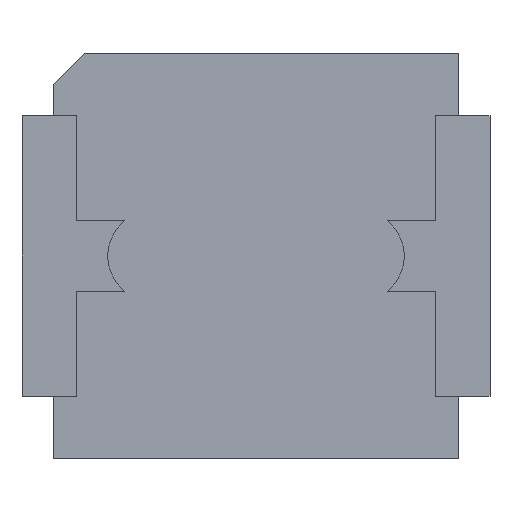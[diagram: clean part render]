
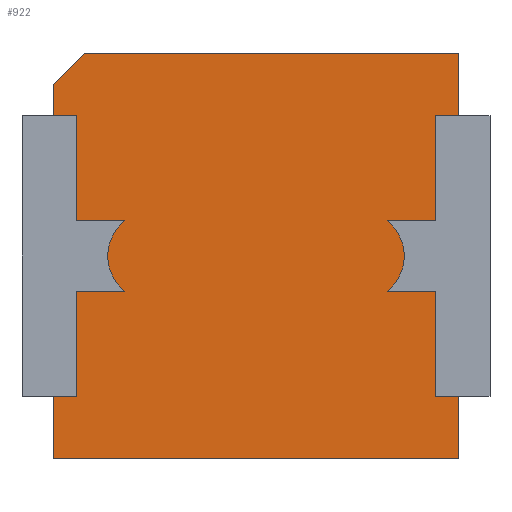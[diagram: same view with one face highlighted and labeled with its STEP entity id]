
A CAD part, front view. The second image highlights one B-rep face of the part: STEP entity #922.
In plain terms, the highlighted planar face has unit normal (0, -1, 0).
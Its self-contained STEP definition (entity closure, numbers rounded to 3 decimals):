
#54=CIRCLE('',#971,0.285);
#56=CIRCLE('',#981,0.285);
#105=FACE_OUTER_BOUND('',#170,.T.);
#170=EDGE_LOOP('',(#731,#732,#733,#734,#735,#736,#737,#738,#739,#740,#741,
#742,#743,#744,#745,#746,#747,#748,#749,#750,#751));
#192=LINE('',#1295,#295);
#201=LINE('',#1315,#304);
#203=LINE('',#1319,#306);
#206=LINE('',#1327,#309);
#208=LINE('',#1331,#311);
#211=LINE('',#1336,#314);
#215=LINE('',#1345,#318);
#223=LINE('',#1363,#326);
#225=LINE('',#1367,#328);
#228=LINE('',#1375,#331);
#230=LINE('',#1379,#333);
#232=LINE('',#1383,#335);
#233=LINE('',#1386,#336);
#237=LINE('',#1393,#340);
#238=LINE('',#1396,#341);
#242=LINE('',#1403,#345);
#244=LINE('',#1408,#347);
#248=LINE('',#1416,#351);
#249=LINE('',#1449,#352);
#295=VECTOR('',#1043,10.);
#304=VECTOR('',#1058,10.);
#306=VECTOR('',#1062,10.);
#309=VECTOR('',#1071,10.);
#311=VECTOR('',#1075,10.);
#314=VECTOR('',#1080,10.);
#318=VECTOR('',#1086,10.);
#326=VECTOR('',#1100,10.);
#328=VECTOR('',#1104,10.);
#331=VECTOR('',#1113,10.);
#333=VECTOR('',#1117,10.);
#335=VECTOR('',#1121,10.);
#336=VECTOR('',#1124,10.);
#340=VECTOR('',#1128,10.);
#341=VECTOR('',#1131,10.);
#345=VECTOR('',#1135,10.);
#347=VECTOR('',#1139,10.);
#351=VECTOR('',#1149,10.);
#352=VECTOR('',#1194,10.);
#397=VERTEX_POINT('',#1291);
#399=VERTEX_POINT('',#1294);
#407=VERTEX_POINT('',#1314);
#408=VERTEX_POINT('',#1318);
#409=VERTEX_POINT('',#1322);
#410=VERTEX_POINT('',#1326);
#411=VERTEX_POINT('',#1330);
#412=VERTEX_POINT('',#1334);
#414=VERTEX_POINT('',#1339);
#416=VERTEX_POINT('',#1343);
#423=VERTEX_POINT('',#1361);
#424=VERTEX_POINT('',#1365);
#425=VERTEX_POINT('',#1369);
#426=VERTEX_POINT('',#1373);
#427=VERTEX_POINT('',#1377);
#428=VERTEX_POINT('',#1381);
#429=VERTEX_POINT('',#1385);
#432=VERTEX_POINT('',#1391);
#433=VERTEX_POINT('',#1395);
#436=VERTEX_POINT('',#1401);
#438=VERTEX_POINT('',#1407);
#483=EDGE_CURVE('',#399,#397,#192,.T.);
#493=EDGE_CURVE('',#407,#399,#201,.T.);
#495=EDGE_CURVE('',#408,#407,#203,.T.);
#497=EDGE_CURVE('',#409,#408,#54,.T.);
#499=EDGE_CURVE('',#410,#409,#206,.T.);
#501=EDGE_CURVE('',#411,#410,#208,.T.);
#504=EDGE_CURVE('',#412,#411,#211,.T.);
#508=EDGE_CURVE('',#414,#416,#215,.T.);
#517=EDGE_CURVE('',#416,#423,#223,.T.);
#519=EDGE_CURVE('',#423,#424,#225,.T.);
#521=EDGE_CURVE('',#424,#425,#56,.T.);
#523=EDGE_CURVE('',#425,#426,#228,.T.);
#525=EDGE_CURVE('',#426,#427,#230,.T.);
#527=EDGE_CURVE('',#427,#428,#232,.T.);
#528=EDGE_CURVE('',#412,#429,#233,.T.);
#532=EDGE_CURVE('',#432,#397,#237,.T.);
#533=EDGE_CURVE('',#414,#433,#238,.T.);
#537=EDGE_CURVE('',#436,#428,#242,.T.);
#539=EDGE_CURVE('',#429,#438,#244,.T.);
#544=EDGE_CURVE('',#438,#436,#248,.T.);
#555=EDGE_CURVE('',#433,#432,#249,.T.);
#731=ORIENTED_EDGE('',*,*,#483,.T.);
#732=ORIENTED_EDGE('',*,*,#532,.F.);
#733=ORIENTED_EDGE('',*,*,#555,.F.);
#734=ORIENTED_EDGE('',*,*,#533,.F.);
#735=ORIENTED_EDGE('',*,*,#508,.T.);
#736=ORIENTED_EDGE('',*,*,#517,.T.);
#737=ORIENTED_EDGE('',*,*,#519,.T.);
#738=ORIENTED_EDGE('',*,*,#521,.T.);
#739=ORIENTED_EDGE('',*,*,#523,.T.);
#740=ORIENTED_EDGE('',*,*,#525,.T.);
#741=ORIENTED_EDGE('',*,*,#527,.T.);
#742=ORIENTED_EDGE('',*,*,#537,.F.);
#743=ORIENTED_EDGE('',*,*,#544,.F.);
#744=ORIENTED_EDGE('',*,*,#539,.F.);
#745=ORIENTED_EDGE('',*,*,#528,.F.);
#746=ORIENTED_EDGE('',*,*,#504,.T.);
#747=ORIENTED_EDGE('',*,*,#501,.T.);
#748=ORIENTED_EDGE('',*,*,#499,.T.);
#749=ORIENTED_EDGE('',*,*,#497,.T.);
#750=ORIENTED_EDGE('',*,*,#495,.T.);
#751=ORIENTED_EDGE('',*,*,#493,.T.);
#870=PLANE('',#1013);
#922=ADVANCED_FACE('',(#105),#870,.T.);
#971=AXIS2_PLACEMENT_3D('',#1323,#1066,#1067);
#981=AXIS2_PLACEMENT_3D('',#1371,#1108,#1109);
#1013=AXIS2_PLACEMENT_3D('',#1450,#1195,#1196);
#1043=DIRECTION('',(-1.,0.,0.));
#1058=DIRECTION('',(0.,0.,-1.));
#1062=DIRECTION('',(-1.,0.,0.));
#1066=DIRECTION('center_axis',(0.,-1.,0.));
#1067=DIRECTION('ref_axis',(0.614,0.,-0.789));
#1071=DIRECTION('',(1.,0.,0.));
#1075=DIRECTION('',(0.,0.,-1.));
#1080=DIRECTION('',(1.,0.,0.));
#1086=DIRECTION('',(-1.,0.,0.));
#1100=DIRECTION('',(0.,0.,1.));
#1104=DIRECTION('',(-1.,0.,0.));
#1108=DIRECTION('center_axis',(0.,-1.,0.));
#1109=DIRECTION('ref_axis',(-0.614,0.,0.789));
#1113=DIRECTION('',(1.,0.,0.));
#1117=DIRECTION('',(0.,0.,1.));
#1121=DIRECTION('',(1.,0.,0.));
#1124=DIRECTION('',(0.,0.,1.));
#1128=DIRECTION('',(0.,0.,1.));
#1131=DIRECTION('',(0.,0.,-1.));
#1135=DIRECTION('',(0.,0.,-1.));
#1139=DIRECTION('',(0.707,0.,0.707));
#1149=DIRECTION('',(1.,0.,0.));
#1194=DIRECTION('',(-1.,0.,0.));
#1195=DIRECTION('center_axis',(0.,-1.,0.));
#1196=DIRECTION('ref_axis',(0.,0.,-1.));
#1291=CARTESIAN_POINT('',(-1.3,0.,-0.9));
#1294=CARTESIAN_POINT('',(-1.15,0.,-0.9));
#1295=CARTESIAN_POINT('',(-0.575,0.,-0.9));
#1314=CARTESIAN_POINT('',(-1.15,0.,-0.225));
#1315=CARTESIAN_POINT('',(-1.15,0.,-0.113));
#1318=CARTESIAN_POINT('',(-0.84,0.,-0.225));
#1319=CARTESIAN_POINT('',(-0.42,0.,-0.225));
#1322=CARTESIAN_POINT('',(-0.84,0.,0.225));
#1323=CARTESIAN_POINT('Origin',(-0.665,0.,0.));
#1326=CARTESIAN_POINT('',(-1.15,0.,0.225));
#1327=CARTESIAN_POINT('',(-0.575,0.,0.225));
#1330=CARTESIAN_POINT('',(-1.15,0.,0.9));
#1331=CARTESIAN_POINT('',(-1.15,0.,0.45));
#1334=CARTESIAN_POINT('',(-1.3,0.,0.9));
#1336=CARTESIAN_POINT('',(-0.75,0.,0.9));
#1339=CARTESIAN_POINT('',(1.3,0.,-0.9));
#1343=CARTESIAN_POINT('',(1.15,0.,-0.9));
#1345=CARTESIAN_POINT('',(0.75,0.,-0.9));
#1361=CARTESIAN_POINT('',(1.15,0.,-0.225));
#1363=CARTESIAN_POINT('',(1.15,0.,-0.45));
#1365=CARTESIAN_POINT('',(0.84,0.,-0.225));
#1367=CARTESIAN_POINT('',(0.575,0.,-0.225));
#1369=CARTESIAN_POINT('',(0.84,0.,0.225));
#1371=CARTESIAN_POINT('Origin',(0.665,0.,0.));
#1373=CARTESIAN_POINT('',(1.15,0.,0.225));
#1375=CARTESIAN_POINT('',(0.42,0.,0.225));
#1377=CARTESIAN_POINT('',(1.15,0.,0.9));
#1379=CARTESIAN_POINT('',(1.15,0.,0.113));
#1381=CARTESIAN_POINT('',(1.3,0.,0.9));
#1383=CARTESIAN_POINT('',(0.575,0.,0.9));
#1385=CARTESIAN_POINT('',(-1.3,0.,1.1));
#1386=CARTESIAN_POINT('',(-1.3,0.,-1.3));
#1391=CARTESIAN_POINT('',(-1.3,0.,-1.3));
#1393=CARTESIAN_POINT('',(-1.3,0.,-1.3));
#1395=CARTESIAN_POINT('',(1.3,0.,-1.3));
#1396=CARTESIAN_POINT('',(1.3,0.,1.3));
#1401=CARTESIAN_POINT('',(1.3,0.,1.3));
#1403=CARTESIAN_POINT('',(1.3,0.,1.3));
#1407=CARTESIAN_POINT('',(-1.1,0.,1.3));
#1408=CARTESIAN_POINT('',(-1.2,0.,1.2));
#1416=CARTESIAN_POINT('',(-1.3,0.,1.3));
#1449=CARTESIAN_POINT('',(1.3,0.,-1.3));
#1450=CARTESIAN_POINT('Origin',(0.,0.,0.));
